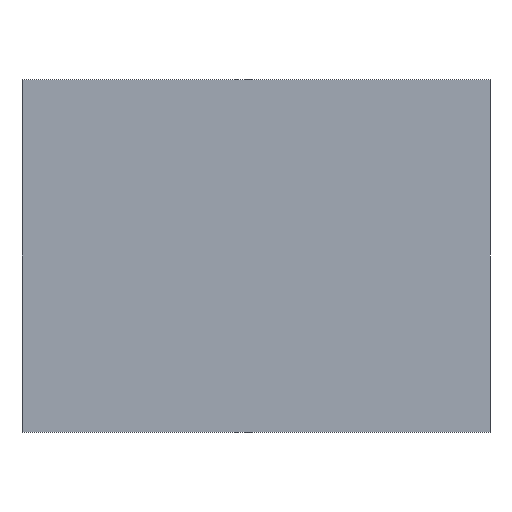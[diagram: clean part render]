
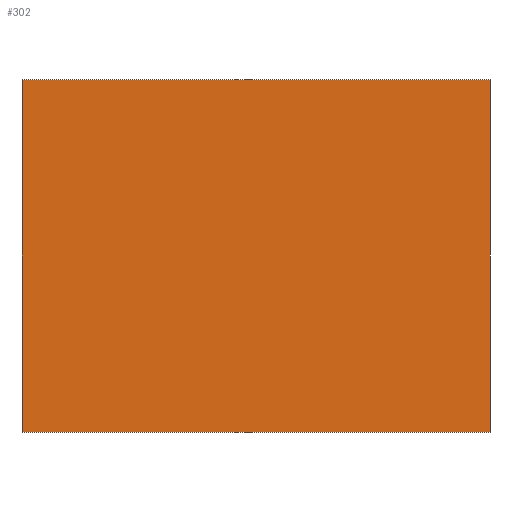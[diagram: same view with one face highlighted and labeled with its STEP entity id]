
A CAD part, left-side view. The second image highlights one B-rep face of the part: STEP entity #302.
In plain terms, the highlighted planar face has unit normal (-1, 0, 0).
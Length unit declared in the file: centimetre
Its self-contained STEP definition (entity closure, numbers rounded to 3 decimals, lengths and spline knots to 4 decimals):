
#31=FACE_OUTER_BOUND('',#49,.T.);
#49=EDGE_LOOP('',(#250,#251,#252,#253));
#74=LINE('',#463,#110);
#78=LINE('',#471,#114);
#81=LINE('',#477,#117);
#84=LINE('',#482,#120);
#110=VECTOR('',#387,1.);
#114=VECTOR('',#393,1.);
#117=VECTOR('',#398,1.);
#120=VECTOR('',#403,1.);
#138=VERTEX_POINT('',#461);
#139=VERTEX_POINT('',#462);
#142=VERTEX_POINT('',#470);
#144=VERTEX_POINT('',#476);
#170=EDGE_CURVE('',#138,#139,#74,.T.);
#174=EDGE_CURVE('',#142,#138,#78,.T.);
#177=EDGE_CURVE('',#144,#142,#81,.T.);
#180=EDGE_CURVE('',#139,#144,#84,.T.);
#250=ORIENTED_EDGE('',*,*,#180,.F.);
#251=ORIENTED_EDGE('',*,*,#170,.F.);
#252=ORIENTED_EDGE('',*,*,#174,.F.);
#253=ORIENTED_EDGE('',*,*,#177,.F.);
#269=PLANE('',#338);
#302=ADVANCED_FACE('',(#31),#269,.F.);
#338=AXIS2_PLACEMENT_3D('',#485,#407,#408);
#387=DIRECTION('',(0.,0.,1.));
#393=DIRECTION('',(0.,1.,0.));
#398=DIRECTION('',(0.,0.,-1.));
#403=DIRECTION('',(0.,-1.,0.));
#407=DIRECTION('center_axis',(1.,0.,0.));
#408=DIRECTION('ref_axis',(0.,0.,-1.));
#461=CARTESIAN_POINT('',(0.,42.5,-32.));
#462=CARTESIAN_POINT('',(0.,42.5,32.));
#463=CARTESIAN_POINT('',(0.,42.5,-32.));
#470=CARTESIAN_POINT('',(0.,-42.5,-32.));
#471=CARTESIAN_POINT('',(0.,-42.5,-32.));
#476=CARTESIAN_POINT('',(0.,-42.5,32.));
#477=CARTESIAN_POINT('',(0.,-42.5,32.));
#482=CARTESIAN_POINT('',(0.,42.5,32.));
#485=CARTESIAN_POINT('Origin',(0.,0.,0.));
